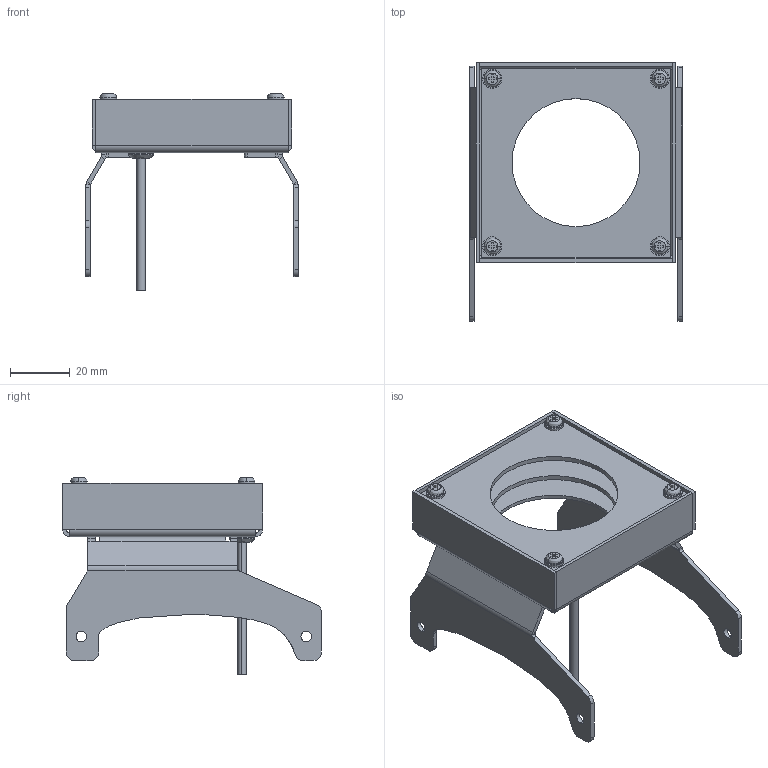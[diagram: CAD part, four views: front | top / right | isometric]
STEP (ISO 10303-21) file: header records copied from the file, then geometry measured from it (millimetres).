
FILE_DESCRIPTION((''),'2;1');
FILE_NAME('193488_ASM','2016-04-07T',('PDMAdmin'),(''),'PRO/ENGINEER BY PARAMETRIC TECHNOLOGY CORPORATION, 2013230','PRO/ENGINEER BY PARAMETRIC TECHNOLOGY CORPORATION, 2013230','');
FILE_SCHEMA(('CONFIG_CONTROL_DESIGN'));
Length unit declared in the file: inch
Products named in the file (14): 188494_SHELL; PEM_STUD_4-40-8; 188494_BRK_LEFT; 188494_BRK_RIGHT; 188494_ASM; 56875; 117846; 124474; 58487; 124512; 108625; 51852; CABLE_118; 193488_ASM
Assembly tree (28 placements, depth 3):
  193488_ASM
    188494_ASM
      188494_SHELL
      PEM_STUD_4-40-8  x4
      188494_BRK_LEFT
      188494_BRK_RIGHT
    56875  x4
    117846
    124474
    58487  x4
    124512
    108625  x4
    51852  x4
    CABLE_118
Bounding box: 71 x 86.18 x 65.56 mm (x, y, z)
Volume: 24787.3 mm3; surface area: 40099.9 mm2
Topology: 27 solids, 27 shells, 717 faces, 1791 edges, 1150 vertices
Faces by surface type: cylinder 318, plane 301, bspline 66, torus 16, cone 16
Entity records: 16171 total; most frequent: CARTESIAN_POINT 6249, DIRECTION 2008, ORIENTED_EDGE 1974, EDGE_CURVE 987, AXIS2_PLACEMENT_3D 714, VERTEX_POINT 625, VECTOR 580, LINE 580
